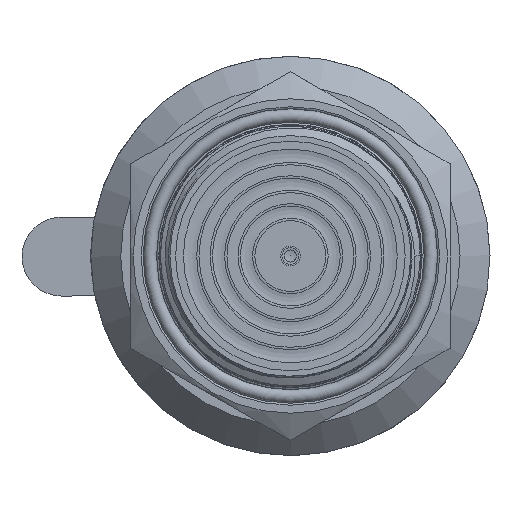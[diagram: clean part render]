
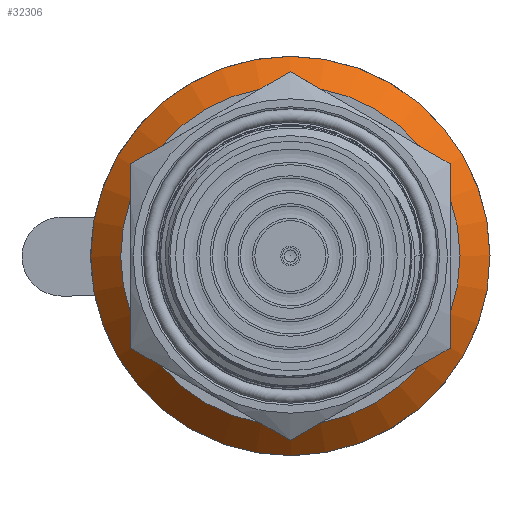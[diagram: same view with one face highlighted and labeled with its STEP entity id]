
A CAD part, left-side view. The second image highlights one B-rep face of the part: STEP entity #32306.
In plain terms, the highlighted conical face has half-angle 45 degrees and reference radius 18.5 mm.
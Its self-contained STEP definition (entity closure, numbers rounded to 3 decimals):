
#1823=CONICAL_SURFACE('',#34124,18.5,0.785);
#2495=FACE_OUTER_BOUND('',#4355,.T.);
#4355=EDGE_LOOP('',(#24896,#24897,#24898,#24899));
#5859=CIRCLE('',#34123,20.);
#5860=CIRCLE('',#34125,17.);
#8109=LINE('',#62578,#11146);
#11146=VECTOR('',#37595,18.5);
#14580=VERTEX_POINT('',#62573);
#14581=VERTEX_POINT('',#62577);
#18374=EDGE_CURVE('',#14580,#14580,#5859,.T.);
#18375=EDGE_CURVE('',#14580,#14581,#8109,.T.);
#18376=EDGE_CURVE('',#14581,#14581,#5860,.T.);
#24896=ORIENTED_EDGE('',*,*,#18374,.F.);
#24897=ORIENTED_EDGE('',*,*,#18375,.T.);
#24898=ORIENTED_EDGE('',*,*,#18376,.T.);
#24899=ORIENTED_EDGE('',*,*,#18375,.F.);
#32306=ADVANCED_FACE('',(#2495),#1823,.T.);
#34123=AXIS2_PLACEMENT_3D('',#62575,#37591,#37592);
#34124=AXIS2_PLACEMENT_3D('',#62576,#37593,#37594);
#34125=AXIS2_PLACEMENT_3D('',#62579,#37596,#37597);
#37591=DIRECTION('center_axis',(-1.,0.,0.));
#37592=DIRECTION('ref_axis',(0.,0.,
-1.));
#37593=DIRECTION('center_axis',(-1.,0.,0.));
#37594=DIRECTION('ref_axis',(0.,-1.,0.));
#37595=DIRECTION('',(0.707,-0.707,0.));
#37596=DIRECTION('center_axis',(-1.,0.,0.));
#37597=DIRECTION('ref_axis',(0.,0.,
-1.));
#62573=CARTESIAN_POINT('',(21.,20.,0.));
#62575=CARTESIAN_POINT('Origin',(21.,0.,0.));
#62576=CARTESIAN_POINT('Origin',(22.5,0.,0.));
#62577=CARTESIAN_POINT('',(24.,17.,0.));
#62578=CARTESIAN_POINT('',(22.5,18.5,0.));
#62579=CARTESIAN_POINT('Origin',(24.,0.,0.));
